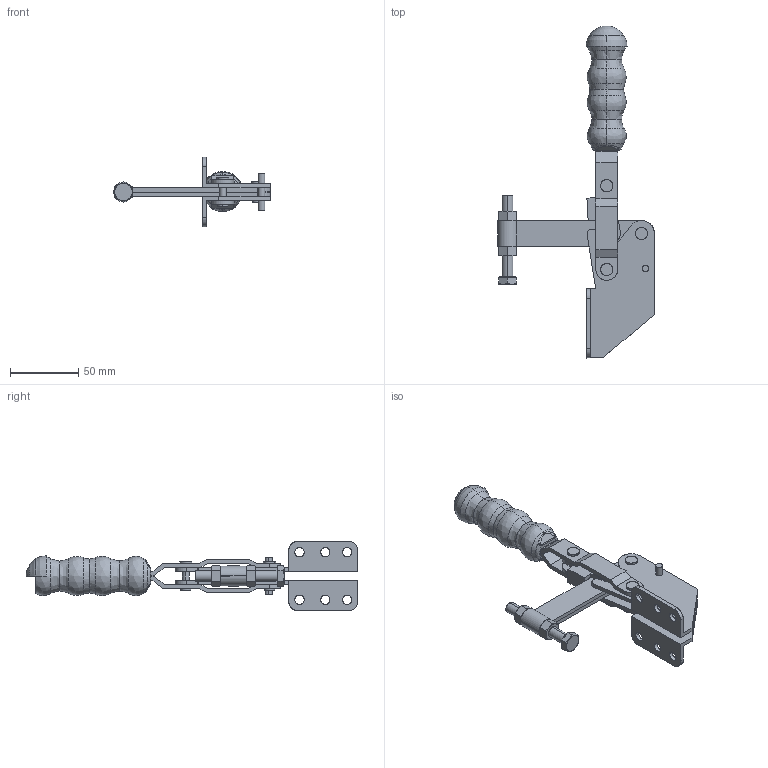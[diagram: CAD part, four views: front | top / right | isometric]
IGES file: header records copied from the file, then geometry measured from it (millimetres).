
Start section: SolidWorks IGES file using analytic representation for surfaces
Global section: file name: 3HGH-13003-C(簡化)-1.IGS; native system: SolidWorks 2016; preprocessor: SolidWorks 2016; author: LinWei; date: 200327.154301; units: millimetre
Bounding box: 115.25 x 244 x 51 mm (x, y, z)
Surface area: 52120.8 mm2 (no closed solid volume)
Topology: 0 solids, 0 shells, 302 faces, 4586 edges, 4585 vertices
Faces by surface type: bspline 158, revolution 144
